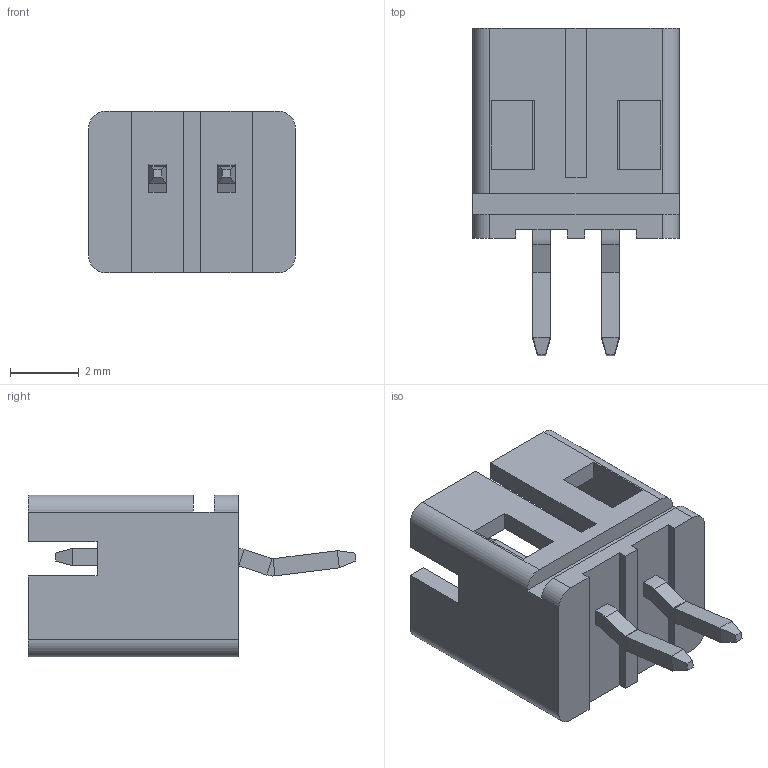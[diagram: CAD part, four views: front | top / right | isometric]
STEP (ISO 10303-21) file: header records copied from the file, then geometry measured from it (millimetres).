
FILE_DESCRIPTION (( 'STEP AP203' ), '1' );
FILE_NAME ('140-502-415-001.STEP', '2020-03-31T19:19:40', ( '' ), ( '' ), 'SwSTEP 2.0', 'SolidWorks 2016', '' );
FILE_SCHEMA (( 'CONFIG_CONTROL_DESIGN' ));
Length unit declared in the file: millimetre
Products named in the file (3): V Contact_Kink; V Housing_502; 140-502-415-001
Assembly tree (3 placements, depth 2):
  140-502-415-001
    V Housing_502
    V Contact_Kink  x2
Bounding box: 6 x 9.51 x 4.7 mm (x, y, z)
Volume: 81.6 mm3; surface area: 303 mm2
Topology: 3 solids, 3 shells, 114 faces, 290 edges, 180 vertices
Faces by surface type: plane 96, cylinder 16, bspline 2
Entity records: 2974 total; most frequent: CARTESIAN_POINT 497, ORIENTED_EDGE 454, DIRECTION 431, EDGE_CURVE 227, LINE 203, VECTOR 203, VERTEX_POINT 144, AXIS2_PLACEMENT_3D 114
